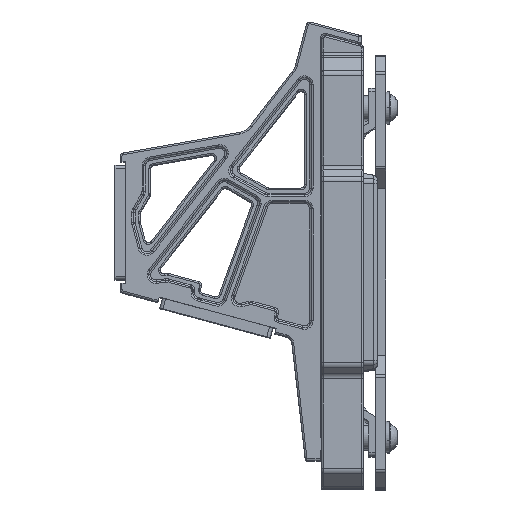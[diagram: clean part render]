
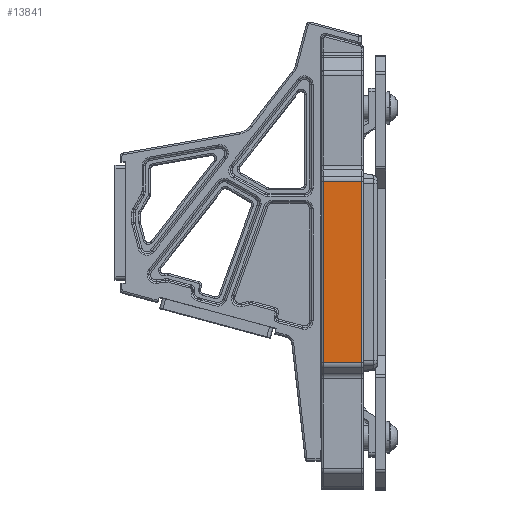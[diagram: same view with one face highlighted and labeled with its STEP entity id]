
A CAD part, top view. The second image highlights one B-rep face of the part: STEP entity #13841.
In plain terms, the highlighted planar face has unit normal (0, 0, 1).
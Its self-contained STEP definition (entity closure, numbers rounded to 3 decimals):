
#1913=DIRECTION('',(0.,1.,0.));
#1914=VECTOR('',#1913,52.343);
#1915=CARTESIAN_POINT('',(0.5,-26.172,118.));
#1916=LINE('',#1915,#1914);
#3223=DIRECTION('',(-1.,0.,0.));
#3224=VECTOR('',#3223,11.);
#3225=CARTESIAN_POINT('',(11.5,-26.172,118.));
#3226=LINE('',#3225,#3224);
#3231=DIRECTION('',(0.,-1.,0.));
#3232=VECTOR('',#3231,52.343);
#3233=CARTESIAN_POINT('',(11.5,26.172,118.));
#3234=LINE('',#3233,#3232);
#3258=DIRECTION('',(1.,0.,0.));
#3259=VECTOR('',#3258,11.);
#3260=CARTESIAN_POINT('',(0.5,26.172,118.));
#3261=LINE('',#3260,#3259);
#9513=CARTESIAN_POINT('',(11.5,-26.172,118.));
#9514=CARTESIAN_POINT('',(0.5,-26.172,118.));
#9515=VERTEX_POINT('',#9513);
#9516=VERTEX_POINT('',#9514);
#9823=CARTESIAN_POINT('',(0.5,26.172,118.));
#9825=VERTEX_POINT('',#9823);
#10926=CARTESIAN_POINT('',(11.5,26.172,118.));
#10927=VERTEX_POINT('',#10926);
#13828=CARTESIAN_POINT('',(0.,-27.,118.));
#13829=DIRECTION('',(0.,0.,-1.));
#13830=DIRECTION('',(-1.,0.,0.));
#13831=AXIS2_PLACEMENT_3D('',#13828,#13829,#13830);
#13832=PLANE('',#13831);
#13834=ORIENTED_EDGE('',*,*,#13833,.T.);
#13835=ORIENTED_EDGE('',*,*,#13820,.T.);
#13836=ORIENTED_EDGE('',*,*,#12097,.T.);
#13838=ORIENTED_EDGE('',*,*,#13837,.T.);
#13839=EDGE_LOOP('',(#13834,#13835,#13836,#13838));
#13840=FACE_OUTER_BOUND('',#13839,.F.);
#13841=ADVANCED_FACE('',(#13840),#13832,.F.);
#12097=EDGE_CURVE('',#9516,#9825,#1916,.T.);
#13820=EDGE_CURVE('',#9515,#9516,#3226,.T.);
#13833=EDGE_CURVE('',#10927,#9515,#3234,.T.);
#13837=EDGE_CURVE('',#9825,#10927,#3261,.T.);
